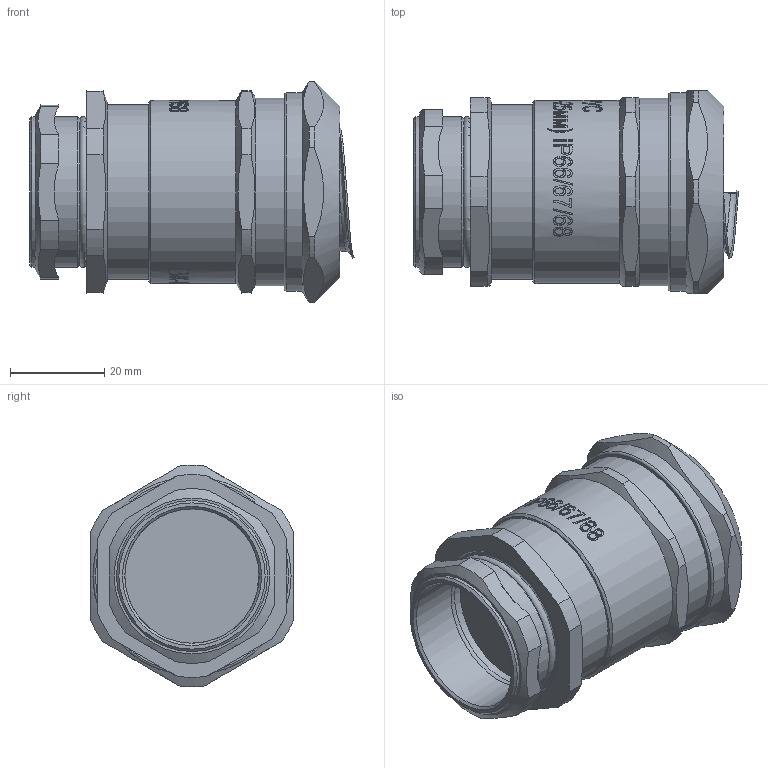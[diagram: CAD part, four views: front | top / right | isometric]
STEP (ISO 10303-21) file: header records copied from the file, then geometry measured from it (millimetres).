
FILE_DESCRIPTION(/* description */ (''),/* implementation_level */ '2;1');
FILE_NAME(/* name */ 'Модель ВК-М32-25-МР25.stp',/* time_stamp */ '2020-07-16T15:42:51+07:00',/* author */ ('Борисов Е'),/* organization */ (''),/* preprocessor_version */ 'ST-DEVELOPER v17',/* originating_system */ 'Autodesk Inventor 2019',/* authorisation */ '');
FILE_SCHEMA (('AUTOMOTIVE_DESIGN { 1 0 10303 214 3 1 1 }'));
Length unit declared in the file: millimetre
Products named in the file (1): Модель ВК-М3
2-25-МР25
Bounding box: 68.85 x 43 x 46.97 mm (x, y, z)
Volume: 58326.2 mm3; surface area: 19196.6 mm2
Topology: 2 solids, 2 shells, 609 faces, 1645 edges, 1102 vertices
Faces by surface type: bspline 303, plane 189, cylinder 89, cone 23, torus 5
Full cylindrical faces by diameter (mm): 24.4 x1, 25.2 x1, 28.5 x2, 32 x3, 33.5 x1, 37 x2, 38.5 x1, 38.8 x1, 39.8 x1, 42 x1
Entity records: 26828 total; most frequent: CARTESIAN_POINT 12727, ORIENTED_EDGE 3290, DIRECTION 1928, EDGE_CURVE 1645, VERTEX_POINT 1102, EDGE_LOOP 673, LINE 650, VECTOR 650
